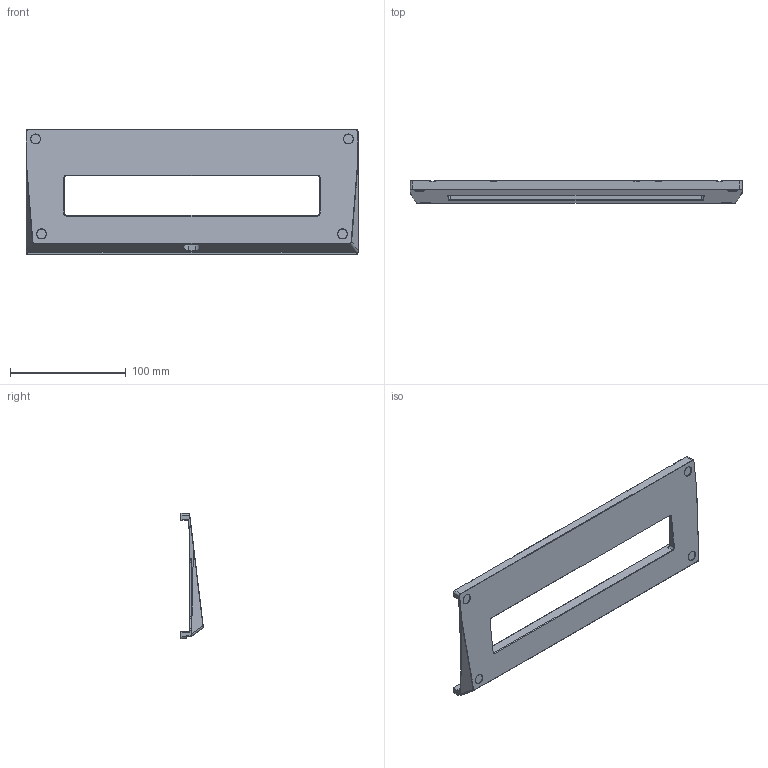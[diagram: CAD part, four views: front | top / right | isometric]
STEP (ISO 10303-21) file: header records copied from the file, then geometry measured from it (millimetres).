
FILE_DESCRIPTION(/* description */ (''),/* implementation_level */ '2;1');
FILE_NAME(/* name */ 'bottomcase.stp',/* time_stamp */ '2023-10-18T19:36:23-05:00',/* author */ ('Eric'),/* organization */ (''),/* preprocessor_version */ 'ST-DEVELOPER v19',/* originating_system */ 'Autodesk Inventor 2023',/* authorisation */ '');
FILE_SCHEMA (('AUTOMOTIVE_DESIGN { 1 0 10303 214 3 1 1 }'));
Length unit declared in the file: millimetre
Products named in the file (1): bottomcase
Bounding box: 286.45 x 19.53 x 107.95 mm (x, y, z)
Volume: 139702.9 mm3; surface area: 64883.1 mm2
Topology: 1 solids, 1 shells, 701 faces, 1791 edges, 1106 vertices
Faces by surface type: plane 323, cylinder 215, cone 137, bspline 26
Full cylindrical faces by diameter (mm): 2.5 x2, 4 x5, 8.2 x4
Entity records: 22195 total; most frequent: CARTESIAN_POINT 4259, DIRECTION 3660, ORIENTED_EDGE 3578, EDGE_CURVE 1789, AXIS2_PLACEMENT_3D 1255, LINE 1150, VECTOR 1150, VERTEX_POINT 1106
